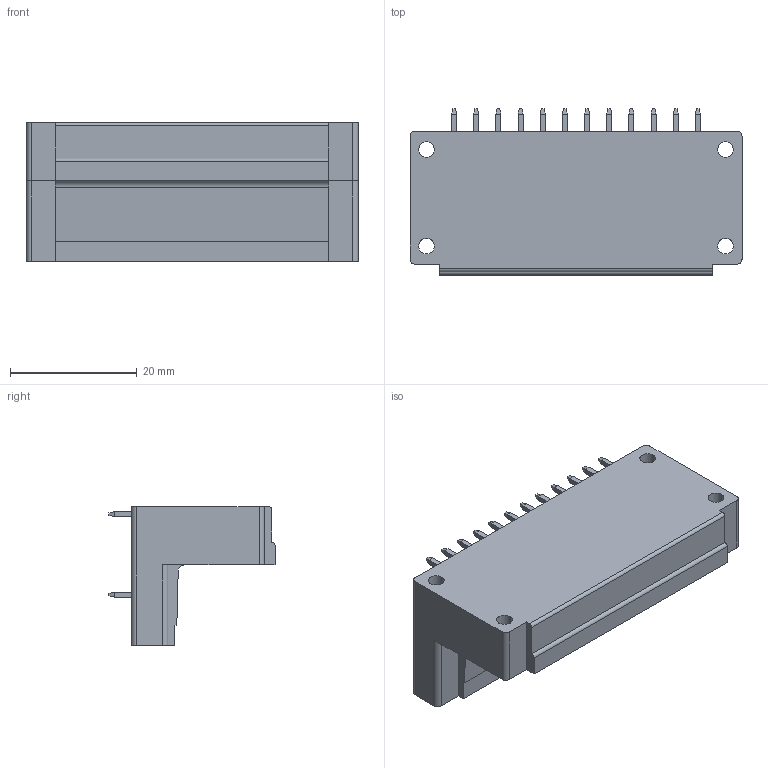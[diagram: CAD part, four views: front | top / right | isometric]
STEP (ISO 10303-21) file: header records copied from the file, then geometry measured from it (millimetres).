
FILE_DESCRIPTION((''),'2;1');
FILE_NAME('TLPHDW-005R-XXP','2024-09-24T09:33:09',('sheji109'),(''),'CREO PARAMETRIC BY PTC INC, 2018100','CREO PARAMETRIC BY PTC INC, 2018100','');
FILE_SCHEMA(('CONFIG_CONTROL_DESIGN'));
Length unit declared in the file: millimetre
Products named in the file (1): TLPHDW-005R-XXP
Bounding box: 52.4 x 26.2 x 21.9 mm (x, y, z)
Volume: 12365.6 mm3; surface area: 10433.6 mm2
Topology: 1 solids, 1 shells, 1836 faces, 4950 edges, 3212 vertices
Faces by surface type: plane 1291, cylinder 377, cone 120, torus 48
Entity records: 57202 total; most frequent: CARTESIAN_POINT 10742, ORIENTED_EDGE 9900, DIRECTION 9304, EDGE_CURVE 4950, VECTOR 3788, LINE 3788, VERTEX_POINT 3212, AXIS2_PLACEMENT_3D 2758
